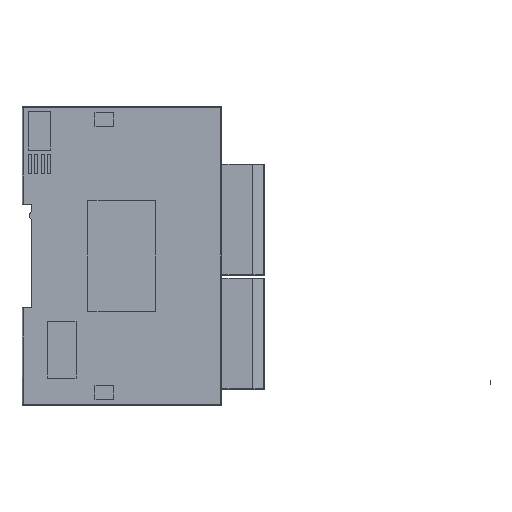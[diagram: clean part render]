
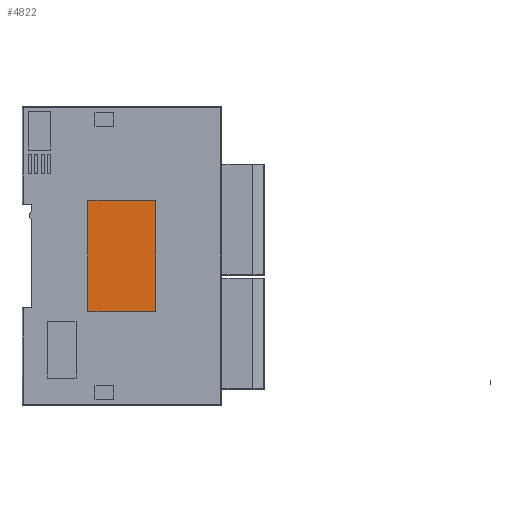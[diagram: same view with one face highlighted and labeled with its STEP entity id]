
A CAD part, left-side view. The second image highlights one B-rep face of the part: STEP entity #4822.
In plain terms, the highlighted planar face has unit normal (-1, 0, 0).
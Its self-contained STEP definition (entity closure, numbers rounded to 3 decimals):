
#1938=(
BOUNDED_CURVE()
B_SPLINE_CURVE(2,(#136625,#136626,#136627),.UNSPECIFIED.,.F.,.F.)
B_SPLINE_CURVE_WITH_KNOTS((3,3),(-1.,0.),.UNSPECIFIED.)
CURVE()
GEOMETRIC_REPRESENTATION_ITEM()
RATIONAL_B_SPLINE_CURVE((1.,0.707,1.))
REPRESENTATION_ITEM('')
);
#1940=(
BOUNDED_CURVE()
B_SPLINE_CURVE(2,(#136635,#136636,#136637),.UNSPECIFIED.,.F.,.F.)
B_SPLINE_CURVE_WITH_KNOTS((3,3),(-1.,0.),.UNSPECIFIED.)
CURVE()
GEOMETRIC_REPRESENTATION_ITEM()
RATIONAL_B_SPLINE_CURVE((1.,0.707,1.))
REPRESENTATION_ITEM('')
);
#1942=(
BOUNDED_CURVE()
B_SPLINE_CURVE(2,(#136645,#136646,#136647),.UNSPECIFIED.,.F.,.F.)
B_SPLINE_CURVE_WITH_KNOTS((3,3),(-1.,0.),.UNSPECIFIED.)
CURVE()
GEOMETRIC_REPRESENTATION_ITEM()
RATIONAL_B_SPLINE_CURVE((1.,0.707,1.))
REPRESENTATION_ITEM('')
);
#1944=(
BOUNDED_CURVE()
B_SPLINE_CURVE(2,(#136655,#136656,#136657),.UNSPECIFIED.,.F.,.F.)
B_SPLINE_CURVE_WITH_KNOTS((3,3),(-1.,0.),.UNSPECIFIED.)
CURVE()
GEOMETRIC_REPRESENTATION_ITEM()
RATIONAL_B_SPLINE_CURVE((1.,0.707,1.))
REPRESENTATION_ITEM('')
);
#4822=ADVANCED_FACE('',(#7463),#50107,.T.);
#7463=FACE_OUTER_BOUND('',#10346,.T.);
#10346=EDGE_LOOP('',(#23518,#23519,#23520,#23521,#23522,#23523,#23524,#23525));
#23518=ORIENTED_EDGE('',*,*,#33683,.T.);
#23519=ORIENTED_EDGE('',*,*,#33665,.T.);
#23520=ORIENTED_EDGE('',*,*,#33679,.T.);
#23521=ORIENTED_EDGE('',*,*,#33666,.T.);
#23522=ORIENTED_EDGE('',*,*,#33675,.T.);
#23523=ORIENTED_EDGE('',*,*,#33667,.T.);
#23524=ORIENTED_EDGE('',*,*,#33671,.T.);
#23525=ORIENTED_EDGE('',*,*,#33668,.T.);
#33665=EDGE_CURVE('',#48132,#48133,#41323,.T.);
#33666=EDGE_CURVE('',#48134,#48135,#41324,.T.);
#33667=EDGE_CURVE('',#48136,#48137,#41325,.T.);
#33668=EDGE_CURVE('',#48138,#48131,#41326,.T.);
#33671=EDGE_CURVE('',#48137,#48138,#1938,.T.);
#33675=EDGE_CURVE('',#48135,#48136,#1940,.T.);
#33679=EDGE_CURVE('',#48133,#48134,#1942,.T.);
#33683=EDGE_CURVE('',#48131,#48132,#1944,.T.);
#41323=B_SPLINE_CURVE_WITH_KNOTS('',1,(#136613,#136614),.UNSPECIFIED.,.F.,
 .F.,(2,2),(0.,23.),.UNSPECIFIED.);
#41324=B_SPLINE_CURVE_WITH_KNOTS('',1,(#136615,#136616),.UNSPECIFIED.,.F.,
 .F.,(2,2),(0.,38.),.UNSPECIFIED.);
#41325=B_SPLINE_CURVE_WITH_KNOTS('',1,(#136617,#136618),.UNSPECIFIED.,.F.,
 .F.,(2,2),(0.,23.),.UNSPECIFIED.);
#41326=B_SPLINE_CURVE_WITH_KNOTS('',1,(#136619,#136620),.UNSPECIFIED.,.F.,
 .F.,(2,2),(0.,38.),.UNSPECIFIED.);
#48131=VERTEX_POINT('',#111056);
#48132=VERTEX_POINT('',#111057);
#48133=VERTEX_POINT('',#111058);
#48134=VERTEX_POINT('',#111059);
#48135=VERTEX_POINT('',#111060);
#48136=VERTEX_POINT('',#111061);
#48137=VERTEX_POINT('',#111062);
#48138=VERTEX_POINT('',#111063);
#50107=PLANE('',#52392);
#52392=AXIS2_PLACEMENT_3D('',#106987,#54658,$);
#54658=DIRECTION('',(-1.,0.,0.));
#106987=CARTESIAN_POINT('',(71.887,-71.468,-77.912));
#111056=CARTESIAN_POINT('',(71.887,-97.88,-35.5));
#111057=CARTESIAN_POINT('',(71.887,-97.38,-35.));
#111058=CARTESIAN_POINT('',(71.887,-74.38,-35.));
#111059=CARTESIAN_POINT('',(71.887,-73.88,-35.5));
#111060=CARTESIAN_POINT('',(71.887,-73.88,-73.5));
#111061=CARTESIAN_POINT('',(71.887,-74.38,-74.));
#111062=CARTESIAN_POINT('',(71.887,-97.38,-74.));
#111063=CARTESIAN_POINT('',(71.887,-97.88,-73.5));
#136613=CARTESIAN_POINT('',(71.887,-97.38,-35.));
#136614=CARTESIAN_POINT('',(71.887,-74.38,-35.));
#136615=CARTESIAN_POINT('',(71.887,-73.88,-35.5));
#136616=CARTESIAN_POINT('',(71.887,-73.88,-73.5));
#136617=CARTESIAN_POINT('',(71.887,-74.38,-74.));
#136618=CARTESIAN_POINT('',(71.887,-97.38,-74.));
#136619=CARTESIAN_POINT('',(71.887,-97.88,-73.5));
#136620=CARTESIAN_POINT('',(71.887,-97.88,-35.5));
#136625=CARTESIAN_POINT('',(71.887,-97.38,-74.));
#136626=CARTESIAN_POINT('',(71.887,-97.88,-74.));
#136627=CARTESIAN_POINT('',(71.887,-97.88,-73.5));
#136635=CARTESIAN_POINT('',(71.887,-73.88,-73.5));
#136636=CARTESIAN_POINT('',(71.887,-73.88,-74.));
#136637=CARTESIAN_POINT('',(71.887,-74.38,-74.));
#136645=CARTESIAN_POINT('',(71.887,-74.38,-35.));
#136646=CARTESIAN_POINT('',(71.887,-73.88,-35.));
#136647=CARTESIAN_POINT('',(71.887,-73.88,-35.5));
#136655=CARTESIAN_POINT('',(71.887,-97.88,-35.5));
#136656=CARTESIAN_POINT('',(71.887,-97.88,-35.));
#136657=CARTESIAN_POINT('',(71.887,-97.38,-35.));
